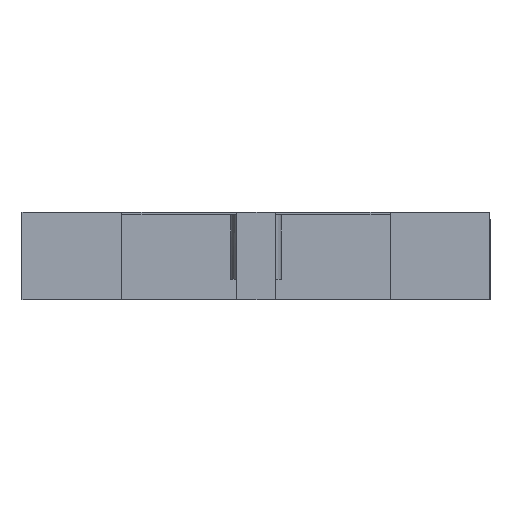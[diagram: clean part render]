
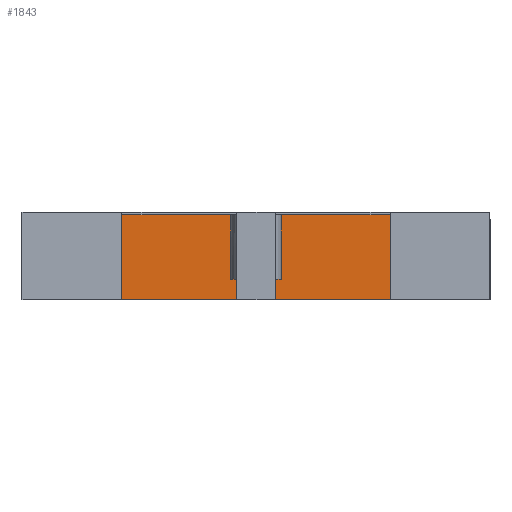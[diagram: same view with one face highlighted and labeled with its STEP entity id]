
A CAD part, front view. The second image highlights one B-rep face of the part: STEP entity #1843.
In plain terms, the highlighted planar face has unit normal (0, -1, 0).
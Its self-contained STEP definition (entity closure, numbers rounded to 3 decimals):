
#69=FACE_OUTER_BOUND('',#174,.T.);
#174=EDGE_LOOP('',(#1343,#1344,#1345,#1346));
#269=LINE('',#2539,#520);
#291=LINE('',#2594,#542);
#374=LINE('',#2761,#625);
#375=LINE('',#2763,#626);
#520=VECTOR('',#2058,10.);
#542=VECTOR('',#2096,10.);
#625=VECTOR('',#2207,10.);
#626=VECTOR('',#2210,10.);
#771=VERTEX_POINT('',#2536);
#772=VERTEX_POINT('',#2538);
#796=VERTEX_POINT('',#2591);
#797=VERTEX_POINT('',#2593);
#946=EDGE_CURVE('',#771,#772,#269,.T.);
#971=EDGE_CURVE('',#796,#797,#291,.T.);
#1057=EDGE_CURVE('',#771,#797,#374,.T.);
#1058=EDGE_CURVE('',#772,#796,#375,.T.);
#1343=ORIENTED_EDGE('',*,*,#1057,.T.);
#1344=ORIENTED_EDGE('',*,*,#971,.F.);
#1345=ORIENTED_EDGE('',*,*,#1058,.F.);
#1346=ORIENTED_EDGE('',*,*,#946,.F.);
#1752=PLANE('',#1960);
#1843=ADVANCED_FACE('',(#69),#1752,.T.);
#1960=AXIS2_PLACEMENT_3D('',#2762,#2208,#2209);
#2058=DIRECTION('',(-1.,0.,0.));
#2096=DIRECTION('',(1.,0.,0.));
#2207=DIRECTION('',(0.,0.,1.));
#2208=DIRECTION('center_axis',(0.,-1.,0.));
#2209=DIRECTION('ref_axis',(1.,0.,0.));
#2210=DIRECTION('',(0.,0.,1.));
#2536=CARTESIAN_POINT('',(172.638,-39.875,0.));
#2538=CARTESIAN_POINT('',(136.638,-39.875,0.));
#2539=CARTESIAN_POINT('',(136.638,-39.875,0.));
#2591=CARTESIAN_POINT('',(136.638,-39.875,6.705));
#2593=CARTESIAN_POINT('',(172.638,-39.875,6.705));
#2594=CARTESIAN_POINT('',(145.638,-39.875,6.705));
#2761=CARTESIAN_POINT('',(172.638,-39.875,6.35));
#2762=CARTESIAN_POINT('Origin',(136.638,-39.875,6.35));
#2763=CARTESIAN_POINT('',(136.638,-39.875,6.35));
